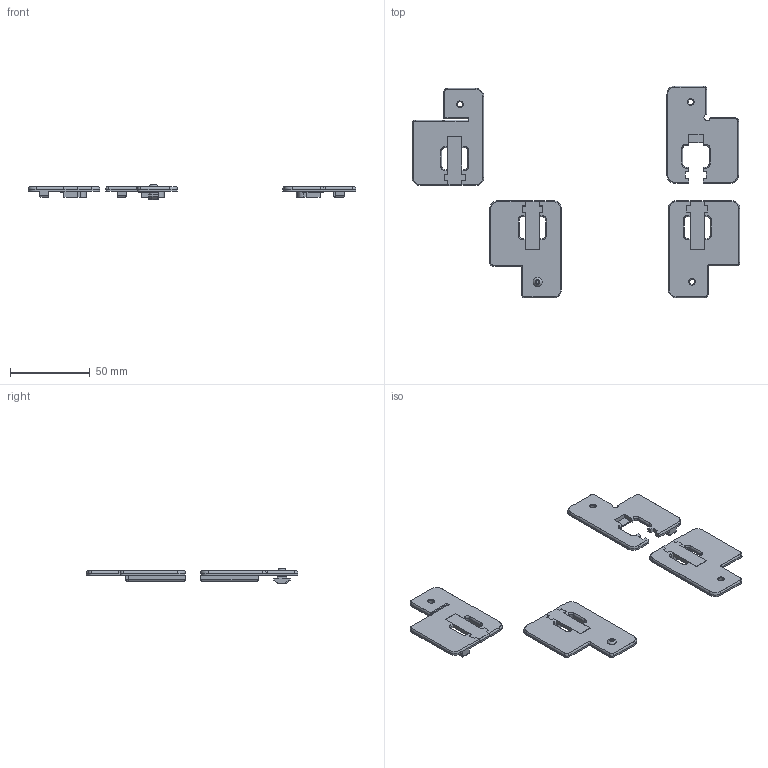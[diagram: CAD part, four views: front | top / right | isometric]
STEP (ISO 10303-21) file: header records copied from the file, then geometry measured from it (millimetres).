
FILE_DESCRIPTION(/* description */ (''),/* implementation_level */ '2;1');
FILE_NAME(/* name */ 'Modified Z Belt Cover.step',/* time_stamp */ '2023-07-04T14:03:22-04:00',/* author */ (''),/* organization */ (''),/* preprocessor_version */ 'ST-DEVELOPER v19.2',/* originating_system */ 'Autodesk Translation Framework v12.6.0.85',/* authorisation */ '');
FILE_SCHEMA (('AUTOMOTIVE_DESIGN { 1 0 10303 214 3 1 1 }'));
Length unit declared in the file: millimetre
Products named in the file (3): Z Belt Cover Modified; M3x6 BHCS (5); M3 Hammerhead T-Nut (40)
Assembly tree (2 placements, depth 2):
  Z Belt Cover Modified
    M3x6 BHCS (5)
    M3 Hammerhead T-Nut (40)
Bounding box: 205.93 x 133.13 x 9.75 mm (x, y, z)
Volume: 26544.9 mm3; surface area: 23581.8 mm2
Topology: 9 solids, 9 shells, 551 faces, 1397 edges, 867 vertices
Faces by surface type: plane 305, cylinder 142, cone 54, torus 33, sphere 13, bspline 4
Full cylindrical faces by diameter (mm): 3 x2, 3.4 x4, 5.7 x1
Entity records: 16608 total; most frequent: CARTESIAN_POINT 3052, DIRECTION 2846, ORIENTED_EDGE 2794, EDGE_CURVE 1397, LINE 988, VECTOR 988, AXIS2_PLACEMENT_3D 929, VERTEX_POINT 867
